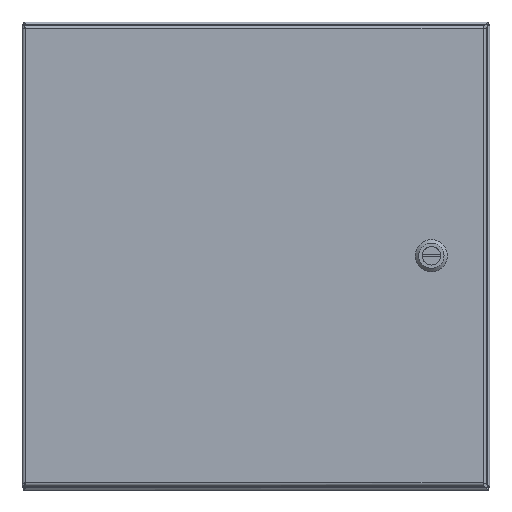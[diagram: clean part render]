
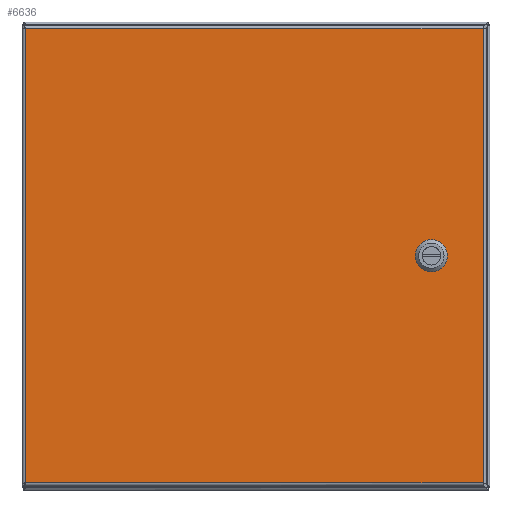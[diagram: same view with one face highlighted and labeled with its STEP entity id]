
A CAD part, top view. The second image highlights one B-rep face of the part: STEP entity #6636.
In plain terms, the highlighted face is planar.
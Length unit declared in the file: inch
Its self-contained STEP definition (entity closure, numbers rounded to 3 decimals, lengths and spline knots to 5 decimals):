
#4959=CARTESIAN_POINT('',(2.08762,8.275,0.0));
#4960=VERTEX_POINT('',#4959);
#4967=CARTESIAN_POINT('',(2.275,8.08762,0.0));
#4968=VERTEX_POINT('',#4967);
#4969=CARTESIAN_POINT('',(1.875,7.875,0.0));
#4970=DIRECTION('',(0.0,0.0,1.0));
#4971=DIRECTION('',(-0.469,-0.883,0.0));
#4972=AXIS2_PLACEMENT_3D('',#4969,#4970,#4971);
#4973=CIRCLE('',#4972,0.453);
#4974=EDGE_CURVE('',#4968,#4960,#4973,.T.);
#4999=CARTESIAN_POINT('',(2.275,7.66238,0.0));
#5000=VERTEX_POINT('',#4999);
#5001=CARTESIAN_POINT('',(2.275,7.66238,0.0));
#5002=DIRECTION('',(0.0,1.0,0.0));
#5003=VECTOR('',#5002,0.42525);
#5004=LINE('',#5001,#5003);
#5005=EDGE_CURVE('',#5000,#4968,#5004,.T.);
#5031=CARTESIAN_POINT('',(2.08762,7.475,0.0));
#5032=VERTEX_POINT('',#5031);
#5033=CARTESIAN_POINT('',(1.875,7.875,0.0));
#5034=DIRECTION('',(0.0,0.0,1.0));
#5035=DIRECTION('',(-0.883,0.469,0.0));
#5036=AXIS2_PLACEMENT_3D('',#5033,#5034,#5035);
#5037=CIRCLE('',#5036,0.453);
#5038=EDGE_CURVE('',#5032,#5000,#5037,.T.);
#5063=CARTESIAN_POINT('',(1.66238,7.475,0.0));
#5064=VERTEX_POINT('',#5063);
#5065=CARTESIAN_POINT('',(1.66238,7.475,0.0));
#5066=DIRECTION('',(1.0,0.0,0.0));
#5067=VECTOR('',#5066,0.42525);
#5068=LINE('',#5065,#5067);
#5069=EDGE_CURVE('',#5064,#5032,#5068,.T.);
#5095=CARTESIAN_POINT('',(1.475,7.66238,0.0));
#5096=VERTEX_POINT('',#5095);
#5097=CARTESIAN_POINT('',(1.875,7.875,0.0));
#5098=DIRECTION('',(0.0,0.0,1.0));
#5099=DIRECTION('',(0.469,0.883,0.0));
#5100=AXIS2_PLACEMENT_3D('',#5097,#5098,#5099);
#5101=CIRCLE('',#5100,0.453);
#5102=EDGE_CURVE('',#5096,#5064,#5101,.T.);
#5127=CARTESIAN_POINT('',(1.475,8.08762,0.0));
#5128=VERTEX_POINT('',#5127);
#5129=CARTESIAN_POINT('',(1.475,8.08762,0.0));
#5130=DIRECTION('',(0.0,-1.0,0.0));
#5131=VECTOR('',#5130,0.42525);
#5132=LINE('',#5129,#5131);
#5133=EDGE_CURVE('',#5128,#5096,#5132,.T.);
#5159=CARTESIAN_POINT('',(1.66238,8.275,0.0));
#5160=VERTEX_POINT('',#5159);
#5161=CARTESIAN_POINT('',(1.875,7.875,0.0));
#5162=DIRECTION('',(0.0,0.0,1.0));
#5163=DIRECTION('',(0.883,-0.469,0.0));
#5164=AXIS2_PLACEMENT_3D('',#5161,#5162,#5163);
#5165=CIRCLE('',#5164,0.453);
#5166=EDGE_CURVE('',#5160,#5128,#5165,.T.);
#5189=CARTESIAN_POINT('',(2.08762,8.275,0.0));
#5190=DIRECTION('',(-1.0,0.0,0.0));
#5191=VECTOR('',#5190,0.42525);
#5192=LINE('',#5189,#5191);
#5193=EDGE_CURVE('',#4960,#5160,#5192,.T.);
#5644=CARTESIAN_POINT('',(15.76975,0.10525,0.));
#5645=VERTEX_POINT('',#5644);
#5656=CARTESIAN_POINT('',(15.76975,15.64475,0.));
#5657=VERTEX_POINT('',#5656);
#5658=CARTESIAN_POINT('',(15.76975,15.64475,0.0));
#5659=DIRECTION('',(0.0,-1.0,0.0));
#5660=VECTOR('',#5659,15.5395);
#5661=LINE('',#5658,#5660);
#5662=EDGE_CURVE('',#5657,#5645,#5661,.T.);
#5814=CARTESIAN_POINT('',(0.10525,0.10525,0.));
#5815=VERTEX_POINT('',#5814);
#5826=CARTESIAN_POINT('',(15.76975,0.10525,0.0));
#5827=DIRECTION('',(-1.0,0.0,0.0));
#5828=VECTOR('',#5827,15.6645);
#5829=LINE('',#5826,#5828);
#5830=EDGE_CURVE('',#5645,#5815,#5829,.T.);
#6091=CARTESIAN_POINT('',(0.10525,15.64475,0.));
#6092=VERTEX_POINT('',#6091);
#6103=CARTESIAN_POINT('',(0.10525,0.10525,0.0));
#6104=DIRECTION('',(0.0,1.0,0.0));
#6105=VECTOR('',#6104,15.5395);
#6106=LINE('',#6103,#6105);
#6107=EDGE_CURVE('',#5815,#6092,#6106,.T.);
#6372=CARTESIAN_POINT('',(0.10525,15.64475,0.0));
#6373=DIRECTION('',(1.0,0.0,0.0));
#6374=VECTOR('',#6373,15.6645);
#6375=LINE('',#6372,#6374);
#6376=EDGE_CURVE('',#6092,#5657,#6375,.T.);
#6615=CARTESIAN_POINT('',(7.9375,7.875,0.0));
#6616=DIRECTION('',(0.0,0.0,1.0));
#6617=DIRECTION('',(1.0,0.0,0.0));
#6618=AXIS2_PLACEMENT_3D('',#6615,#6616,#6617);
#6619=PLANE('',#6618);
#6620=ORIENTED_EDGE('',*,*,#5662,.T.);
#6621=ORIENTED_EDGE('',*,*,#5830,.T.);
#6622=ORIENTED_EDGE('',*,*,#6107,.T.);
#6623=ORIENTED_EDGE('',*,*,#6376,.T.);
#6624=EDGE_LOOP('',(#6620,#6621,#6622,#6623));
#6625=FACE_OUTER_BOUND('',#6624,.T.);
#6626=ORIENTED_EDGE('',*,*,#4974,.T.);
#6627=ORIENTED_EDGE('',*,*,#5193,.T.);
#6628=ORIENTED_EDGE('',*,*,#5166,.T.);
#6629=ORIENTED_EDGE('',*,*,#5133,.T.);
#6630=ORIENTED_EDGE('',*,*,#5102,.T.);
#6631=ORIENTED_EDGE('',*,*,#5069,.T.);
#6632=ORIENTED_EDGE('',*,*,#5038,.T.);
#6633=ORIENTED_EDGE('',*,*,#5005,.T.);
#6634=EDGE_LOOP('',(#6626,#6627,#6628,#6629,#6630,#6631,#6632,#6633));
#6635=FACE_BOUND('',#6634,.T.);
#6636=ADVANCED_FACE('',(#6625,#6635),#6619,.F.);
